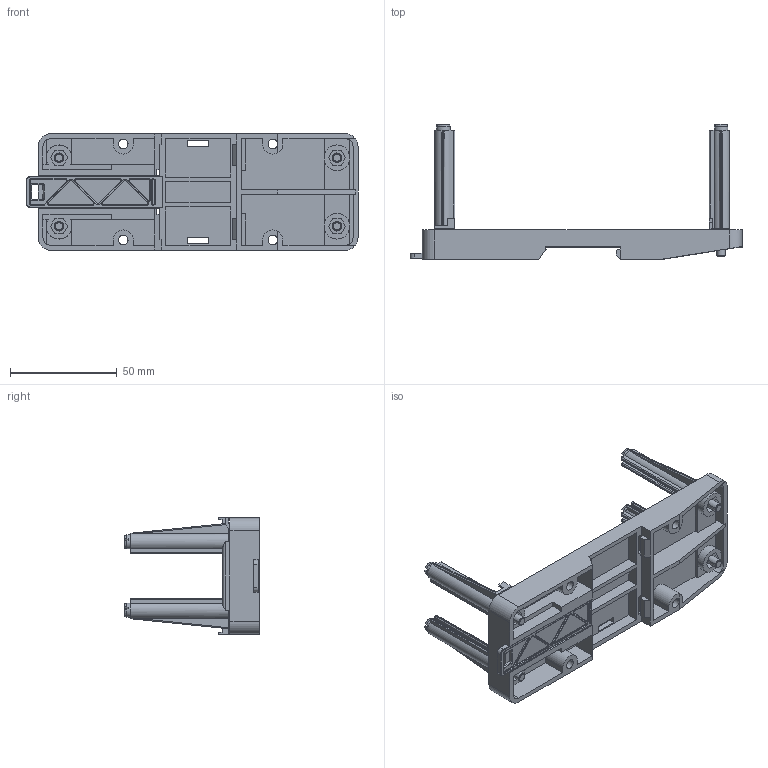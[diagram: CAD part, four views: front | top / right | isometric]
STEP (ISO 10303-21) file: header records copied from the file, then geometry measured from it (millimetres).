
FILE_DESCRIPTION((''),'2;1');
FILE_NAME('PRT0006-4','2017-09-25T',('tl.yang'),(''),'PRO/ENGINEER BY PARAMETRIC TECHNOLOGY CORPORATION, 2011500','PRO/ENGINEER BY PARAMETRIC TECHNOLOGY CORPORATION, 2011500','');
FILE_SCHEMA(('CONFIG_CONTROL_DESIGN'));
Length unit declared in the file: millimetre
Products named in the file (1): PRT0006-4
Bounding box: 155.33 x 63.1 x 54.8 mm (x, y, z)
Volume: 56320.9 mm3; surface area: 50658.5 mm2
Topology: 1 solids, 2 shells, 828 faces, 2194 edges, 1392 vertices
Faces by surface type: plane 501, cylinder 231, torus 56, cone 40
Entity records: 25809 total; most frequent: CARTESIAN_POINT 4871, ORIENTED_EDGE 4388, DIRECTION 4352, EDGE_CURVE 2194, VECTOR 1532, LINE 1532, AXIS2_PLACEMENT_3D 1410, VERTEX_POINT 1392
